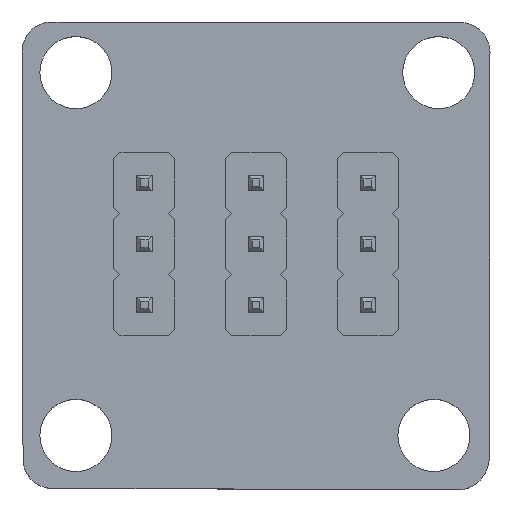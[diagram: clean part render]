
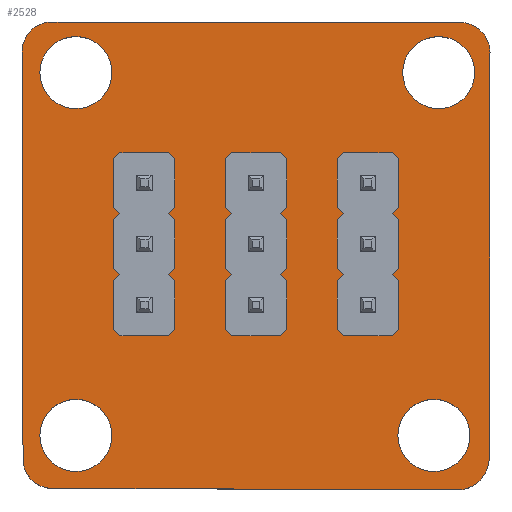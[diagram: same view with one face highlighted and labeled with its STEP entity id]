
A CAD part, top view. The second image highlights one B-rep face of the part: STEP entity #2528.
In plain terms, the highlighted planar face has unit normal (0, 0, 1).
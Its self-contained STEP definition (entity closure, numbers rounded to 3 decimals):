
#2212 = VERTEX_POINT('',#2213);
#2213 = CARTESIAN_POINT('',(144.495,-80.305,1.6));
#2219 = EDGE_CURVE('',#2212,#2220,#2222,.T.);
#2220 = VERTEX_POINT('',#2221);
#2221 = CARTESIAN_POINT('',(145.733,-81.458,1.6));
#2222 = CIRCLE('',#2223,1.26);
#2223 = AXIS2_PLACEMENT_3D('',#2224,#2225,#2226);
#2224 = CARTESIAN_POINT('',(144.478,-81.565,1.6));
#2225 = DIRECTION('',(0.,0.,-1.));
#2226 = DIRECTION('',(0.013,1.,0.));
#2254 = VERTEX_POINT('',#2255);
#2255 = CARTESIAN_POINT('',(127.505,-80.295,1.6));
#2261 = EDGE_CURVE('',#2254,#2212,#2262,.T.);
#2262 = LINE('',#2263,#2264);
#2263 = CARTESIAN_POINT('',(127.505,-80.295,1.6));
#2264 = VECTOR('',#2265,1.);
#2265 = DIRECTION('',(1.,-0.001,0.));
#2283 = EDGE_CURVE('',#2220,#2284,#2286,.T.);
#2284 = VERTEX_POINT('',#2285);
#2285 = CARTESIAN_POINT('',(145.736,-81.567,1.6));
#2286 = LINE('',#2287,#2288);
#2287 = CARTESIAN_POINT('',(145.733,-81.458,1.6));
#2288 = VECTOR('',#2289,1.);
#2289 = DIRECTION('',(0.021,-1.,0.));
#2528 = ADVANCED_FACE('',(#2529,#2599,#2610,#2621,#2632,#2643,#2654,
    #2665,#2676,#2687,#2698,#2709,#2720,#2731),#2742,.T.);
#2529 = FACE_BOUND('',#2530,.T.);
#2530 = EDGE_LOOP('',(#2531,#2532,#2533,#2541,#2550,#2558,#2567,#2575,
    #2583,#2592,#2598));
#2531 = ORIENTED_EDGE('',*,*,#2219,.F.);
#2532 = ORIENTED_EDGE('',*,*,#2261,.F.);
#2533 = ORIENTED_EDGE('',*,*,#2534,.F.);
#2534 = EDGE_CURVE('',#2535,#2254,#2537,.T.);
#2535 = VERTEX_POINT('',#2536);
#2536 = CARTESIAN_POINT('',(127.396,-80.297,1.6));
#2537 = LINE('',#2538,#2539);
#2538 = CARTESIAN_POINT('',(127.396,-80.297,1.6));
#2539 = VECTOR('',#2540,1.);
#2540 = DIRECTION('',(1.,0.02,0.));
#2541 = ORIENTED_EDGE('',*,*,#2542,.F.);
#2542 = EDGE_CURVE('',#2543,#2535,#2545,.T.);
#2543 = VERTEX_POINT('',#2544);
#2544 = CARTESIAN_POINT('',(126.257,-81.543,1.6));
#2545 = CIRCLE('',#2546,1.246);
#2546 = AXIS2_PLACEMENT_3D('',#2547,#2548,#2549);
#2547 = CARTESIAN_POINT('',(127.503,-81.539,1.6));
#2548 = DIRECTION('',(0.,0.,-1.));
#2549 = DIRECTION('',(-1.,-0.004,-0.));
#2550 = ORIENTED_EDGE('',*,*,#2551,.F.);
#2551 = EDGE_CURVE('',#2552,#2543,#2554,.T.);
#2552 = VERTEX_POINT('',#2553);
#2553 = CARTESIAN_POINT('',(126.3,-98.5,1.6));
#2554 = LINE('',#2555,#2556);
#2555 = CARTESIAN_POINT('',(126.3,-98.5,1.6));
#2556 = VECTOR('',#2557,1.);
#2557 = DIRECTION('',(-0.003,1.,0.));
#2558 = ORIENTED_EDGE('',*,*,#2559,.F.);
#2559 = EDGE_CURVE('',#2560,#2552,#2562,.T.);
#2560 = VERTEX_POINT('',#2561);
#2561 = CARTESIAN_POINT('',(127.5,-99.7,1.6));
#2562 = CIRCLE('',#2563,1.2);
#2563 = AXIS2_PLACEMENT_3D('',#2564,#2565,#2566);
#2564 = CARTESIAN_POINT('',(127.5,-98.5,1.6));
#2565 = DIRECTION('',(0.,0.,-1.));
#2566 = DIRECTION('',(0.,-1.,-0.));
#2567 = ORIENTED_EDGE('',*,*,#2568,.F.);
#2568 = EDGE_CURVE('',#2569,#2560,#2571,.T.);
#2569 = VERTEX_POINT('',#2570);
#2570 = CARTESIAN_POINT('',(144.508,-99.765,1.6));
#2571 = LINE('',#2572,#2573);
#2572 = CARTESIAN_POINT('',(144.508,-99.765,1.6));
#2573 = VECTOR('',#2574,1.);
#2574 = DIRECTION('',(-1.,0.004,0.));
#2575 = ORIENTED_EDGE('',*,*,#2576,.F.);
#2576 = EDGE_CURVE('',#2577,#2569,#2579,.T.);
#2577 = VERTEX_POINT('',#2578);
#2578 = CARTESIAN_POINT('',(144.625,-99.748,1.6));
#2579 = LINE('',#2580,#2581);
#2580 = CARTESIAN_POINT('',(144.625,-99.748,1.6));
#2581 = VECTOR('',#2582,1.);
#2582 = DIRECTION('',(-0.99,-0.143,0.));
#2583 = ORIENTED_EDGE('',*,*,#2584,.F.);
#2584 = EDGE_CURVE('',#2585,#2577,#2587,.T.);
#2585 = VERTEX_POINT('',#2586);
#2586 = CARTESIAN_POINT('',(145.705,-98.495,1.6));
#2587 = CIRCLE('',#2588,1.363);
#2588 = AXIS2_PLACEMENT_3D('',#2589,#2590,#2591);
#2589 = CARTESIAN_POINT('',(144.345,-98.414,1.6));
#2590 = DIRECTION('',(0.,0.,-1.));
#2591 = DIRECTION('',(0.998,-0.059,0.));
#2592 = ORIENTED_EDGE('',*,*,#2593,.F.);
#2593 = EDGE_CURVE('',#2284,#2585,#2594,.T.);
#2594 = LINE('',#2595,#2596);
#2595 = CARTESIAN_POINT('',(145.736,-81.567,1.6));
#2596 = VECTOR('',#2597,1.);
#2597 = DIRECTION('',(-0.002,-1.,0.));
#2598 = ORIENTED_EDGE('',*,*,#2283,.F.);
#2599 = FACE_BOUND('',#2600,.T.);
#2600 = EDGE_LOOP('',(#2601));
#2601 = ORIENTED_EDGE('',*,*,#2602,.F.);
#2602 = EDGE_CURVE('',#2603,#2603,#2605,.T.);
#2603 = VERTEX_POINT('',#2604);
#2604 = CARTESIAN_POINT('',(130.,-97.5,1.6));
#2605 = CIRCLE('',#2606,1.5);
#2606 = AXIS2_PLACEMENT_3D('',#2607,#2608,#2609);
#2607 = CARTESIAN_POINT('',(128.5,-97.5,1.6));
#2608 = DIRECTION('',(0.,0.,1.));
#2609 = DIRECTION('',(1.,0.,-0.));
#2610 = FACE_BOUND('',#2611,.T.);
#2611 = EDGE_LOOP('',(#2612));
#2612 = ORIENTED_EDGE('',*,*,#2613,.T.);
#2613 = EDGE_CURVE('',#2614,#2614,#2616,.T.);
#2614 = VERTEX_POINT('',#2615);
#2615 = CARTESIAN_POINT('',(131.35,-92.58,1.6));
#2616 = CIRCLE('',#2617,0.5);
#2617 = AXIS2_PLACEMENT_3D('',#2618,#2619,#2620);
#2618 = CARTESIAN_POINT('',(131.35,-92.08,1.6));
#2619 = DIRECTION('',(-0.,0.,-1.));
#2620 = DIRECTION('',(-0.,-1.,0.));
#2621 = FACE_BOUND('',#2622,.T.);
#2622 = EDGE_LOOP('',(#2623));
#2623 = ORIENTED_EDGE('',*,*,#2624,.T.);
#2624 = EDGE_CURVE('',#2625,#2625,#2627,.T.);
#2625 = VERTEX_POINT('',#2626);
#2626 = CARTESIAN_POINT('',(136.,-92.58,1.6));
#2627 = CIRCLE('',#2628,0.5);
#2628 = AXIS2_PLACEMENT_3D('',#2629,#2630,#2631);
#2629 = CARTESIAN_POINT('',(136.,-92.08,1.6));
#2630 = DIRECTION('',(-0.,0.,-1.));
#2631 = DIRECTION('',(-0.,-1.,0.));
#2632 = FACE_BOUND('',#2633,.T.);
#2633 = EDGE_LOOP('',(#2634));
#2634 = ORIENTED_EDGE('',*,*,#2635,.F.);
#2635 = EDGE_CURVE('',#2636,#2636,#2638,.T.);
#2636 = VERTEX_POINT('',#2637);
#2637 = CARTESIAN_POINT('',(144.9,-97.5,1.6));
#2638 = CIRCLE('',#2639,1.5);
#2639 = AXIS2_PLACEMENT_3D('',#2640,#2641,#2642);
#2640 = CARTESIAN_POINT('',(143.4,-97.5,1.6));
#2641 = DIRECTION('',(0.,0.,1.));
#2642 = DIRECTION('',(1.,0.,-0.));
#2643 = FACE_BOUND('',#2644,.T.);
#2644 = EDGE_LOOP('',(#2645));
#2645 = ORIENTED_EDGE('',*,*,#2646,.T.);
#2646 = EDGE_CURVE('',#2647,#2647,#2649,.T.);
#2647 = VERTEX_POINT('',#2648);
#2648 = CARTESIAN_POINT('',(140.65,-92.58,1.6));
#2649 = CIRCLE('',#2650,0.5);
#2650 = AXIS2_PLACEMENT_3D('',#2651,#2652,#2653);
#2651 = CARTESIAN_POINT('',(140.65,-92.08,1.6));
#2652 = DIRECTION('',(-0.,0.,-1.));
#2653 = DIRECTION('',(-0.,-1.,0.));
#2654 = FACE_BOUND('',#2655,.T.);
#2655 = EDGE_LOOP('',(#2656));
#2656 = ORIENTED_EDGE('',*,*,#2657,.T.);
#2657 = EDGE_CURVE('',#2658,#2658,#2660,.T.);
#2658 = VERTEX_POINT('',#2659);
#2659 = CARTESIAN_POINT('',(131.35,-90.04,1.6));
#2660 = CIRCLE('',#2661,0.5);
#2661 = AXIS2_PLACEMENT_3D('',#2662,#2663,#2664);
#2662 = CARTESIAN_POINT('',(131.35,-89.54,1.6));
#2663 = DIRECTION('',(-0.,0.,-1.));
#2664 = DIRECTION('',(-0.,-1.,0.));
#2665 = FACE_BOUND('',#2666,.T.);
#2666 = EDGE_LOOP('',(#2667));
#2667 = ORIENTED_EDGE('',*,*,#2668,.T.);
#2668 = EDGE_CURVE('',#2669,#2669,#2671,.T.);
#2669 = VERTEX_POINT('',#2670);
#2670 = CARTESIAN_POINT('',(131.35,-87.5,1.6));
#2671 = CIRCLE('',#2672,0.5);
#2672 = AXIS2_PLACEMENT_3D('',#2673,#2674,#2675);
#2673 = CARTESIAN_POINT('',(131.35,-87.,1.6));
#2674 = DIRECTION('',(-0.,0.,-1.));
#2675 = DIRECTION('',(-0.,-1.,0.));
#2676 = FACE_BOUND('',#2677,.T.);
#2677 = EDGE_LOOP('',(#2678));
#2678 = ORIENTED_EDGE('',*,*,#2679,.T.);
#2679 = EDGE_CURVE('',#2680,#2680,#2682,.T.);
#2680 = VERTEX_POINT('',#2681);
#2681 = CARTESIAN_POINT('',(136.,-90.04,1.6));
#2682 = CIRCLE('',#2683,0.5);
#2683 = AXIS2_PLACEMENT_3D('',#2684,#2685,#2686);
#2684 = CARTESIAN_POINT('',(136.,-89.54,1.6));
#2685 = DIRECTION('',(-0.,0.,-1.));
#2686 = DIRECTION('',(-0.,-1.,0.));
#2687 = FACE_BOUND('',#2688,.T.);
#2688 = EDGE_LOOP('',(#2689));
#2689 = ORIENTED_EDGE('',*,*,#2690,.T.);
#2690 = EDGE_CURVE('',#2691,#2691,#2693,.T.);
#2691 = VERTEX_POINT('',#2692);
#2692 = CARTESIAN_POINT('',(136.,-87.5,1.6));
#2693 = CIRCLE('',#2694,0.5);
#2694 = AXIS2_PLACEMENT_3D('',#2695,#2696,#2697);
#2695 = CARTESIAN_POINT('',(136.,-87.,1.6));
#2696 = DIRECTION('',(-0.,0.,-1.));
#2697 = DIRECTION('',(-0.,-1.,0.));
#2698 = FACE_BOUND('',#2699,.T.);
#2699 = EDGE_LOOP('',(#2700));
#2700 = ORIENTED_EDGE('',*,*,#2701,.F.);
#2701 = EDGE_CURVE('',#2702,#2702,#2704,.T.);
#2702 = VERTEX_POINT('',#2703);
#2703 = CARTESIAN_POINT('',(130.,-82.4,1.6));
#2704 = CIRCLE('',#2705,1.5);
#2705 = AXIS2_PLACEMENT_3D('',#2706,#2707,#2708);
#2706 = CARTESIAN_POINT('',(128.5,-82.4,1.6));
#2707 = DIRECTION('',(0.,0.,1.));
#2708 = DIRECTION('',(1.,0.,-0.));
#2709 = FACE_BOUND('',#2710,.T.);
#2710 = EDGE_LOOP('',(#2711));
#2711 = ORIENTED_EDGE('',*,*,#2712,.T.);
#2712 = EDGE_CURVE('',#2713,#2713,#2715,.T.);
#2713 = VERTEX_POINT('',#2714);
#2714 = CARTESIAN_POINT('',(140.65,-90.04,1.6));
#2715 = CIRCLE('',#2716,0.5);
#2716 = AXIS2_PLACEMENT_3D('',#2717,#2718,#2719);
#2717 = CARTESIAN_POINT('',(140.65,-89.54,1.6));
#2718 = DIRECTION('',(-0.,0.,-1.));
#2719 = DIRECTION('',(-0.,-1.,0.));
#2720 = FACE_BOUND('',#2721,.T.);
#2721 = EDGE_LOOP('',(#2722));
#2722 = ORIENTED_EDGE('',*,*,#2723,.T.);
#2723 = EDGE_CURVE('',#2724,#2724,#2726,.T.);
#2724 = VERTEX_POINT('',#2725);
#2725 = CARTESIAN_POINT('',(140.65,-87.5,1.6));
#2726 = CIRCLE('',#2727,0.5);
#2727 = AXIS2_PLACEMENT_3D('',#2728,#2729,#2730);
#2728 = CARTESIAN_POINT('',(140.65,-87.,1.6));
#2729 = DIRECTION('',(-0.,0.,-1.));
#2730 = DIRECTION('',(-0.,-1.,0.));
#2731 = FACE_BOUND('',#2732,.T.);
#2732 = EDGE_LOOP('',(#2733));
#2733 = ORIENTED_EDGE('',*,*,#2734,.F.);
#2734 = EDGE_CURVE('',#2735,#2735,#2737,.T.);
#2735 = VERTEX_POINT('',#2736);
#2736 = CARTESIAN_POINT('',(145.1,-82.4,1.6));
#2737 = CIRCLE('',#2738,1.5);
#2738 = AXIS2_PLACEMENT_3D('',#2739,#2740,#2741);
#2739 = CARTESIAN_POINT('',(143.6,-82.4,1.6));
#2740 = DIRECTION('',(0.,0.,1.));
#2741 = DIRECTION('',(1.,0.,-0.));
#2742 = PLANE('',#2743);
#2743 = AXIS2_PLACEMENT_3D('',#2744,#2745,#2746);
#2744 = CARTESIAN_POINT('',(0.,0.,1.6));
#2745 = DIRECTION('',(0.,0.,1.));
#2746 = DIRECTION('',(1.,0.,-0.));
